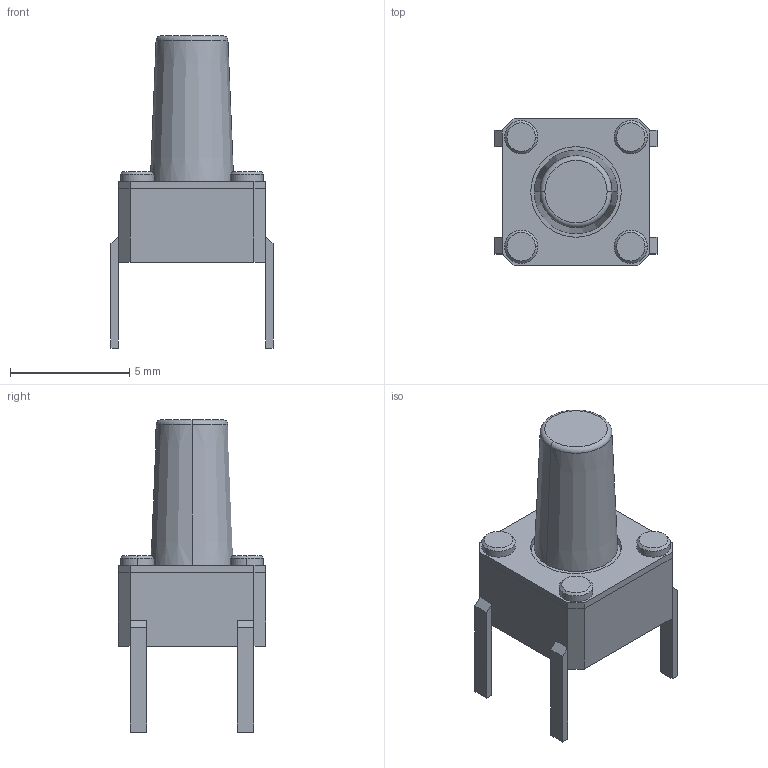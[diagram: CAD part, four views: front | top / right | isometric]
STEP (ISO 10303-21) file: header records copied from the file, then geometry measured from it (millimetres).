
FILE_DESCRIPTION((''),'2;1');
FILE_NAME('PB_OMRON_B3F-1070.stp','2009-08-31T11:07:53',(''),(''),'Mechanical Desktop 2006','Mechanical Desktop 2006',', , ');
FILE_SCHEMA(('AUTOMOTIVE_DESIGN { 1 2 10303 214 0 1 1 1 }'));
Length unit declared in the file: millimetre
Products named in the file (1): Product
Bounding box: 6.8 x 6.2 x 13.1 mm (x, y, z)
Volume: 182.4 mm3; surface area: 348 mm2
Topology: 11 solids, 11 shells, 76 faces, 152 edges, 98 vertices
Faces by surface type: plane 38, bspline 24, cone 6, cylinder 6, torus 2
Entity records: 2102 total; most frequent: CARTESIAN_POINT 511, ORIENTED_EDGE 304, DIRECTION 294, EDGE_CURVE 152, VECTOR 116, LINE 116, VERTEX_POINT 98, AXIS2_PLACEMENT_3D 89
